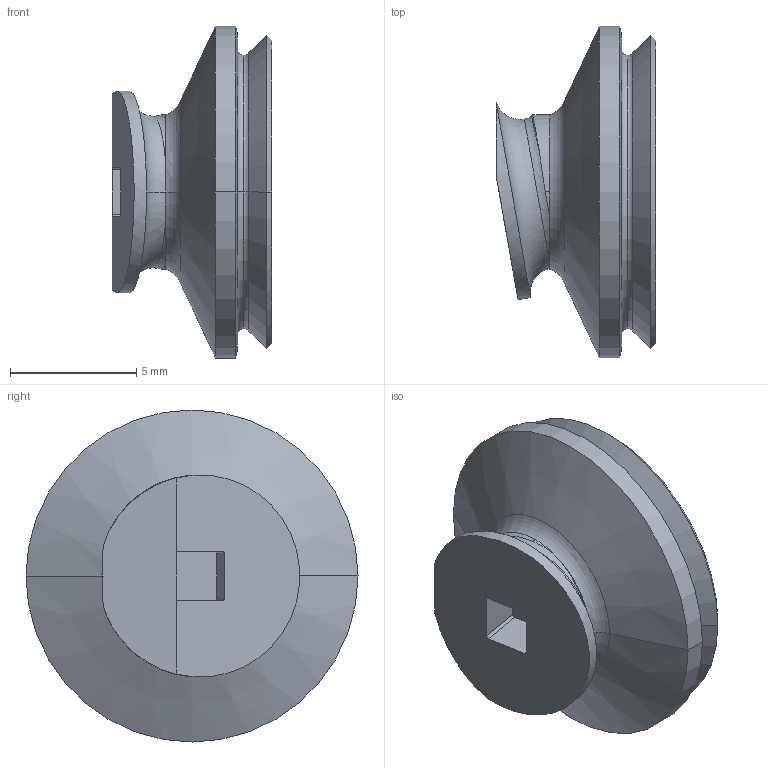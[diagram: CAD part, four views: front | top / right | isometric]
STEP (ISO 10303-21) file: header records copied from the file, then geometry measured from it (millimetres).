
FILE_DESCRIPTION (( 'STEP AP214' ), '1' );
FILE_NAME ('CC2_Paddle.STEP', '2024-11-07T14:01:48', ( '' ), ( '' ), 'SwSTEP 2.0', 'SolidWorks 2023', '' );
FILE_SCHEMA (( 'AUTOMOTIVE_DESIGN' ));
Length unit declared in the file: millimetre
Products named in the file (1): CC2_Paddle
Bounding box: 6.31 x 13.13 x 13.13 mm (x, y, z)
Volume: 416.1 mm3; surface area: 502.7 mm2
Topology: 1 solids, 1 shells, 57 faces, 140 edges, 87 vertices
Faces by surface type: plane 20, torus 14, cone 12, cylinder 10, bspline 1
Entity records: 2014 total; most frequent: CARTESIAN_POINT 663, DIRECTION 284, ORIENTED_EDGE 280, EDGE_CURVE 140, AXIS2_PLACEMENT_3D 121, VERTEX_POINT 87, CIRCLE 64, EDGE_LOOP 59
